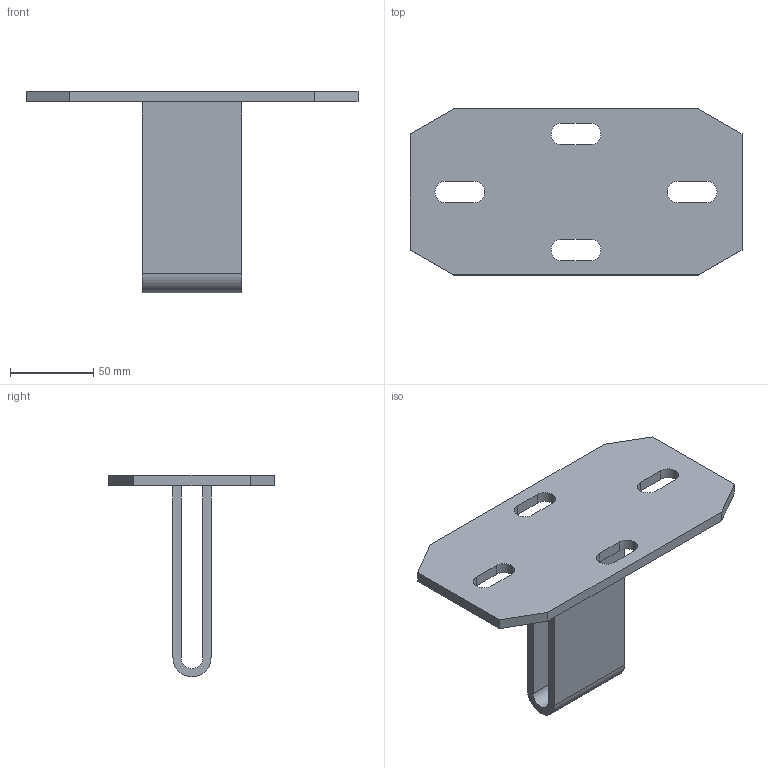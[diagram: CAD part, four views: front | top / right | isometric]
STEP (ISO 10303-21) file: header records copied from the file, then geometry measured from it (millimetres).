
FILE_DESCRIPTION((''),'2;1');
FILE_NAME('6349102_ASM','2012-08-28T',('AndreasKeweloh'),(''),'PRO/ENGINEER BY PARAMETRIC TECHNOLOGY CORPORATION, 2012130','PRO/ENGINEER BY PARAMETRIC TECHNOLOGY CORPORATION, 2012130','');
FILE_SCHEMA(('CONFIG_CONTROL_DESIGN'));
Length unit declared in the file: millimetre
Products named in the file (3): 6347843KTS_02; FLACHSTAHL_60X5; 6349102_ASM
Assembly tree (2 placements, depth 2):
  6349102_ASM
    6347843KTS_02
    FLACHSTAHL_60X5
Bounding box: 200 x 100 x 121.5 mm (x, y, z)
Volume: 186319 mm3; surface area: 72357.3 mm2
Topology: 2 solids, 2 shells, 40 faces, 111 edges, 75 vertices
Faces by surface type: plane 26, cylinder 14
Entity records: 1394 total; most frequent: DIRECTION 232, CARTESIAN_POINT 231, ORIENTED_EDGE 222, EDGE_CURVE 111, VECTOR 80, LINE 80, AXIS2_PLACEMENT_3D 76, VERTEX_POINT 75
